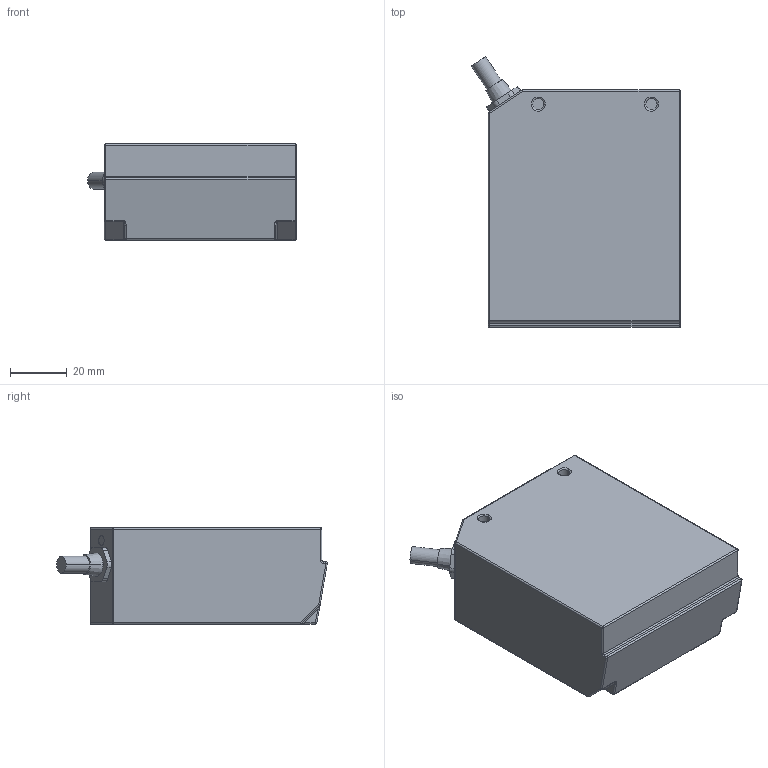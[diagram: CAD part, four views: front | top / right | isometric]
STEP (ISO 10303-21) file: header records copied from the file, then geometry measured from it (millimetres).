
FILE_DESCRIPTION((''),'2;1');
FILE_NAME('DM_CAD-0772A','2014-09-04T',('Creinig-se'),(''),'PRO/ENGINEER BY PARAMETRIC TECHNOLOGY CORPORATION, 2013050','PRO/ENGINEER BY PARAMETRIC TECHNOLOGY CORPORATION, 2013050','');
FILE_SCHEMA(('CONFIG_CONTROL_DESIGN'));
Length unit declared in the file: millimetre
Products named in the file (1): DM_CAD-0772A
Bounding box: 73.92 x 95.7 x 34 mm (x, y, z)
Volume: 188136.6 mm3; surface area: 21594.2 mm2
Topology: 1 solids, 1 shells, 106 faces, 264 edges, 180 vertices
Faces by surface type: cylinder 51, plane 27, sphere 16, torus 6, bspline 4, cone 2
Entity records: 4313 total; most frequent: CARTESIAN_POINT 893, DIRECTION 566, ORIENTED_EDGE 448, PRESENTATION_STYLE_ASSIGNMENT 268, STYLED_ITEM 264, CURVE_STYLE 260, EDGE_CURVE 224, AXIS2_PLACEMENT_3D 215
